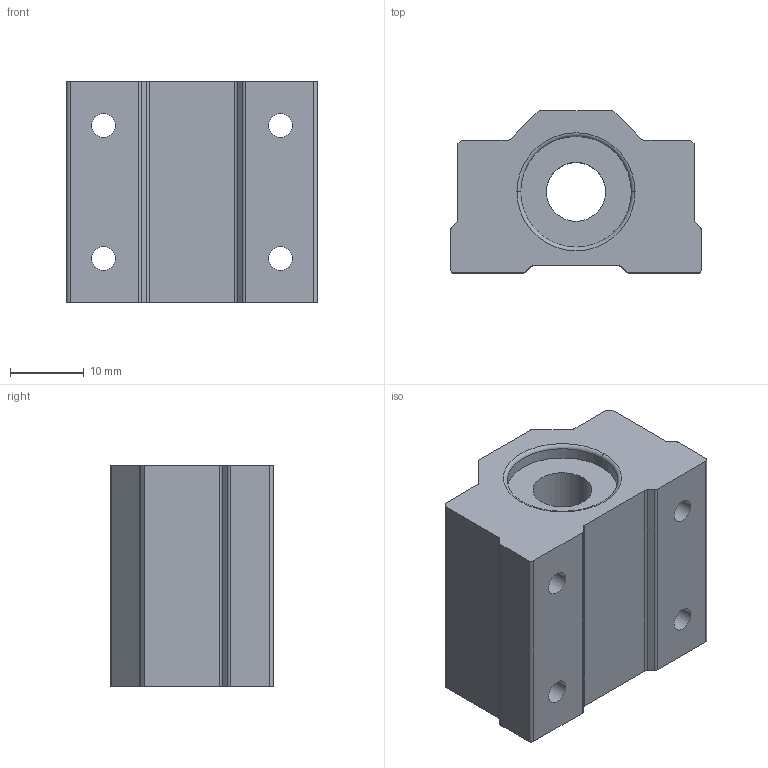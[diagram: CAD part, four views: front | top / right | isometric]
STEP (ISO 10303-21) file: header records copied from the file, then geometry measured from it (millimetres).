
FILE_DESCRIPTION (( 'STEP AP214' ), '1' );
FILE_NAME ('SC8UU Linear Bearing.STEP', '2021-11-15T07:52:33', ( '' ), ( '' ), 'SwSTEP 2.0', 'SolidWorks 2018', '' );
FILE_SCHEMA (( 'AUTOMOTIVE_DESIGN' ));
Length unit declared in the file: millimetre
Products named in the file (1): SC8UU Linear Bearing
Bounding box: 34 x 22 x 30 mm (x, y, z)
Volume: 16351.3 mm3; surface area: 5815.1 mm2
Topology: 1 solids, 1 shells, 54 faces, 146 edges, 96 vertices
Faces by surface type: cylinder 28, plane 22, torus 4
Entity records: 1776 total; most frequent: DIRECTION 320, CARTESIAN_POINT 297, ORIENTED_EDGE 292, EDGE_CURVE 146, AXIS2_PLACEMENT_3D 119, VERTEX_POINT 96, LINE 82, VECTOR 82
